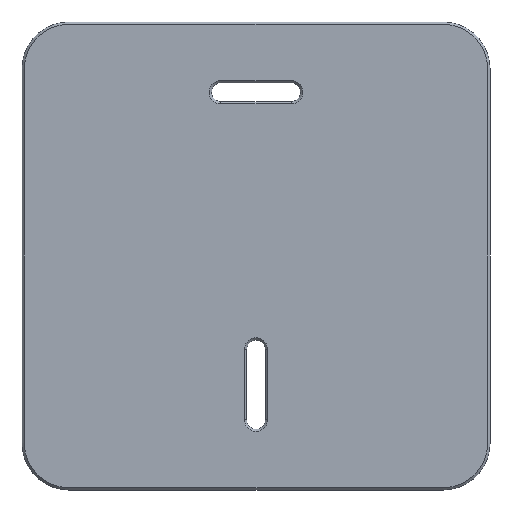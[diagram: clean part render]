
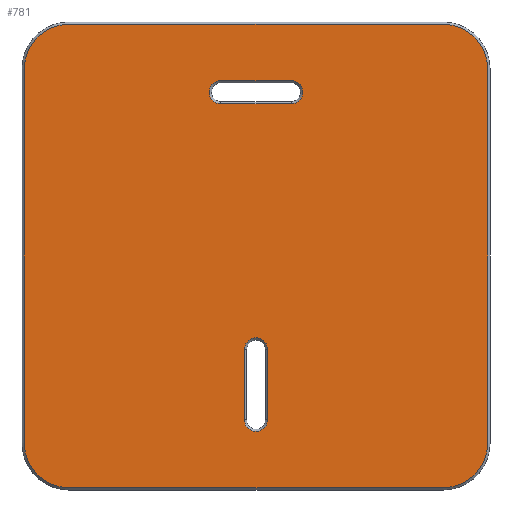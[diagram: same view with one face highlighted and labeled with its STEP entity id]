
A CAD part, front view. The second image highlights one B-rep face of the part: STEP entity #781.
In plain terms, the highlighted planar face has unit normal (0, -1, 0).
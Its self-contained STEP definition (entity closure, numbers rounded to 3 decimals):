
#22 = ORIENTED_EDGE ( 'NONE', *, *, #62, .T. ) ;
#32 = VERTEX_POINT ( 'NONE', #248 ) ;
#62 = EDGE_CURVE ( 'NONE', #1528, #1513, #1572, .T. ) ;
#81 = CARTESIAN_POINT ( 'NONE',  ( 40., -5., 40. ) ) ;
#86 = ORIENTED_EDGE ( 'NONE', *, *, #2137, .T. ) ;
#114 = EDGE_LOOP ( 'NONE', ( #708, #1049, #1602, #2204 ) ) ;
#133 = CARTESIAN_POINT ( 'NONE',  ( -2.5, -5., -35. ) ) ;
#155 = DIRECTION ( 'NONE',  ( 0., 0., 1. ) ) ;
#172 = DIRECTION ( 'NONE',  ( 0., -1., 0. ) ) ;
#181 = ORIENTED_EDGE ( 'NONE', *, *, #1508, .T. ) ;
#215 = DIRECTION ( 'NONE',  ( 0., 0., 1. ) ) ;
#226 = DIRECTION ( 'NONE',  ( 0., 1., 0. ) ) ;
#243 = ORIENTED_EDGE ( 'NONE', *, *, #1005, .T. ) ;
#248 = CARTESIAN_POINT ( 'NONE',  ( -49.5, -5., -40. ) ) ;
#249 = DIRECTION ( 'NONE',  ( 0., 1., 0. ) ) ;
#252 = ORIENTED_EDGE ( 'NONE', *, *, #2199, .T. ) ;
#270 = CIRCLE ( 'NONE', #2044, 2.5 ) ;
#272 = LINE ( 'NONE', #951, #1786 ) ;
#299 = CARTESIAN_POINT ( 'NONE',  ( -49.5, -5., -40. ) ) ;
#303 = AXIS2_PLACEMENT_3D ( 'NONE', #683, #514, #1388 ) ;
#314 = ORIENTED_EDGE ( 'NONE', *, *, #1118, .T. ) ;
#329 = VERTEX_POINT ( 'NONE', #2147 ) ;
#347 = CARTESIAN_POINT ( 'NONE',  ( -40., -5., 49.5 ) ) ;
#348 = DIRECTION ( 'NONE',  ( 0., 0., 1. ) ) ;
#359 = DIRECTION ( 'NONE',  ( 0., 1., 0. ) ) ;
#369 = DIRECTION ( 'NONE',  ( 0., 0., 1. ) ) ;
#375 = EDGE_CURVE ( 'NONE', #1363, #653, #1162, .T. ) ;
#382 = ORIENTED_EDGE ( 'NONE', *, *, #638, .T. ) ;
#407 = EDGE_CURVE ( 'NONE', #1920, #1300, #2157, .T. ) ;
#444 = CARTESIAN_POINT ( 'NONE',  ( 0., -5., -35. ) ) ;
#455 = FACE_BOUND ( 'NONE', #114, .T. ) ;
#482 = EDGE_CURVE ( 'NONE', #1462, #1528, #2104, .T. ) ;
#497 = DIRECTION ( 'NONE',  ( 0., 0., 1. ) ) ;
#514 = DIRECTION ( 'NONE',  ( 0., 1., 0. ) ) ;
#583 = CARTESIAN_POINT ( 'NONE',  ( -49.5, -5., 40. ) ) ;
#593 = FACE_OUTER_BOUND ( 'NONE', #1465, .T. ) ;
#607 = AXIS2_PLACEMENT_3D ( 'NONE', #1111, #773, #1458 ) ;
#638 = EDGE_CURVE ( 'NONE', #653, #1279, #1642, .T. ) ;
#653 = VERTEX_POINT ( 'NONE', #982 ) ;
#683 = CARTESIAN_POINT ( 'NONE',  ( 0., -5., -20. ) ) ;
#707 = CARTESIAN_POINT ( 'NONE',  ( 49.5, -5., -40. ) ) ;
#708 = ORIENTED_EDGE ( 'NONE', *, *, #407, .T. ) ;
#729 = CARTESIAN_POINT ( 'NONE',  ( 2.5, -5., -20. ) ) ;
#772 = EDGE_CURVE ( 'NONE', #1829, #2023, #272, .T. ) ;
#773 = DIRECTION ( 'NONE',  ( 0., -1., 0. ) ) ;
#777 = VECTOR ( 'NONE', #1477, 1000. ) ;
#780 = DIRECTION ( 'NONE',  ( 0., 0., 1. ) ) ;
#781 = ADVANCED_FACE ( 'NONE', ( #593, #2189, #455 ), #1156, .F. ) ;
#890 = VECTOR ( 'NONE', #497, 1000. ) ;
#899 = CIRCLE ( 'NONE', #1681, 9.5 ) ;
#908 = CARTESIAN_POINT ( 'NONE',  ( 0., -5., -35. ) ) ;
#915 = EDGE_CURVE ( 'NONE', #1915, #1456, #2048, .T. ) ;
#920 = VECTOR ( 'NONE', #1916, 1000. ) ;
#928 = DIRECTION ( 'NONE',  ( 0., 0., 1. ) ) ;
#950 = DIRECTION ( 'NONE',  ( 0., 1., 0. ) ) ;
#951 = CARTESIAN_POINT ( 'NONE',  ( 40., -5., -49.5 ) ) ;
#954 = EDGE_LOOP ( 'NONE', ( #1403, #22, #86, #974, #1892 ) ) ;
#955 = DIRECTION ( 'NONE',  ( 0., -1., 0. ) ) ;
#969 = DIRECTION ( 'NONE',  ( 0., 0., 1. ) ) ;
#974 = ORIENTED_EDGE ( 'NONE', *, *, #915, .T. ) ;
#982 = CARTESIAN_POINT ( 'NONE',  ( 40., -5., 49.5 ) ) ;
#1000 = CARTESIAN_POINT ( 'NONE',  ( 40., -5., 32.5 ) ) ;
#1005 = EDGE_CURVE ( 'NONE', #2224, #32, #1849, .T. ) ;
#1032 = AXIS2_PLACEMENT_3D ( 'NONE', #1080, #2054, #369 ) ;
#1036 = CIRCLE ( 'NONE', #607, 9.5 ) ;
#1049 = ORIENTED_EDGE ( 'NONE', *, *, #2206, .T. ) ;
#1050 = CARTESIAN_POINT ( 'NONE',  ( 2.5, -5., 40. ) ) ;
#1059 = ORIENTED_EDGE ( 'NONE', *, *, #375, .T. ) ;
#1073 = CIRCLE ( 'NONE', #1289, 9.5 ) ;
#1080 = CARTESIAN_POINT ( 'NONE',  ( -7.5, -5., 35. ) ) ;
#1107 = CARTESIAN_POINT ( 'NONE',  ( 49.5, -5., 40. ) ) ;
#1111 = CARTESIAN_POINT ( 'NONE',  ( 40., -5., -40. ) ) ;
#1118 = EDGE_CURVE ( 'NONE', #1386, #1363, #2085, .T. ) ;
#1122 = CARTESIAN_POINT ( 'NONE',  ( -40., -5., -49.5 ) ) ;
#1125 = ORIENTED_EDGE ( 'NONE', *, *, #772, .T. ) ;
#1134 = CARTESIAN_POINT ( 'NONE',  ( 40., -5., 37.5 ) ) ;
#1136 = DIRECTION ( 'NONE',  ( 0., 0., 1. ) ) ;
#1143 = DIRECTION ( 'NONE',  ( -1., 0., 0. ) ) ;
#1145 = CIRCLE ( 'NONE', #1032, 2.5 ) ;
#1148 = CARTESIAN_POINT ( 'NONE',  ( 40., -5., 40. ) ) ;
#1156 = PLANE ( 'NONE',  #2116 ) ;
#1162 = CIRCLE ( 'NONE', #1739, 9.5 ) ;
#1169 = CARTESIAN_POINT ( 'NONE',  ( 0., -5., -37.5 ) ) ;
#1174 = VECTOR ( 'NONE', #1899, 1000. ) ;
#1194 = CARTESIAN_POINT ( 'NONE',  ( -2.5, -5., -20. ) ) ;
#1208 = AXIS2_PLACEMENT_3D ( 'NONE', #444, #950, #1136 ) ;
#1210 = VECTOR ( 'NONE', #215, 1000. ) ;
#1217 = LINE ( 'NONE', #1000, #1174 ) ;
#1238 = EDGE_CURVE ( 'NONE', #329, #1563, #1217, .T. ) ;
#1279 = VERTEX_POINT ( 'NONE', #347 ) ;
#1289 = AXIS2_PLACEMENT_3D ( 'NONE', #2112, #1951, #1779 ) ;
#1293 = CIRCLE ( 'NONE', #303, 2.5 ) ;
#1300 = VERTEX_POINT ( 'NONE', #2072 ) ;
#1302 = ORIENTED_EDGE ( 'NONE', *, *, #1890, .T. ) ;
#1318 = DIRECTION ( 'NONE',  ( 1., 0., 0. ) ) ;
#1336 = CARTESIAN_POINT ( 'NONE',  ( 40., -5., -49.5 ) ) ;
#1341 = VECTOR ( 'NONE', #1143, 1000. ) ;
#1353 = CIRCLE ( 'NONE', #1616, 2.5 ) ;
#1363 = VERTEX_POINT ( 'NONE', #1615 ) ;
#1386 = VERTEX_POINT ( 'NONE', #707 ) ;
#1388 = DIRECTION ( 'NONE',  ( 0., 0., 1. ) ) ;
#1403 = ORIENTED_EDGE ( 'NONE', *, *, #482, .T. ) ;
#1456 = VERTEX_POINT ( 'NONE', #1194 ) ;
#1458 = DIRECTION ( 'NONE',  ( 0., 0., 1. ) ) ;
#1462 = VERTEX_POINT ( 'NONE', #729 ) ;
#1465 = EDGE_LOOP ( 'NONE', ( #1302, #314, #1059, #382, #252, #243, #181, #1125 ) ) ;
#1477 = DIRECTION ( 'NONE',  ( 1., 0., 0. ) ) ;
#1501 = VECTOR ( 'NONE', #2037, 1000. ) ;
#1508 = EDGE_CURVE ( 'NONE', #32, #1829, #899, .T. ) ;
#1513 = VERTEX_POINT ( 'NONE', #1169 ) ;
#1528 = VERTEX_POINT ( 'NONE', #1735 ) ;
#1563 = VERTEX_POINT ( 'NONE', #2065 ) ;
#1566 = EDGE_CURVE ( 'NONE', #1456, #1462, #1293, .T. ) ;
#1572 = CIRCLE ( 'NONE', #1208, 2.5 ) ;
#1574 = EDGE_CURVE ( 'NONE', #1563, #1920, #1145, .T. ) ;
#1602 = ORIENTED_EDGE ( 'NONE', *, *, #1238, .T. ) ;
#1615 = CARTESIAN_POINT ( 'NONE',  ( 49.5, -5., 40. ) ) ;
#1616 = AXIS2_PLACEMENT_3D ( 'NONE', #1767, #226, #928 ) ;
#1642 = LINE ( 'NONE', #2003, #1341 ) ;
#1681 = AXIS2_PLACEMENT_3D ( 'NONE', #1723, #172, #348 ) ;
#1723 = CARTESIAN_POINT ( 'NONE',  ( -40., -5., -40. ) ) ;
#1735 = CARTESIAN_POINT ( 'NONE',  ( 2.5, -5., -35. ) ) ;
#1739 = AXIS2_PLACEMENT_3D ( 'NONE', #81, #955, #780 ) ;
#1767 = CARTESIAN_POINT ( 'NONE',  ( 7.5, -5., 35. ) ) ;
#1779 = DIRECTION ( 'NONE',  ( 0., 0., 1. ) ) ;
#1786 = VECTOR ( 'NONE', #1318, 1000. ) ;
#1829 = VERTEX_POINT ( 'NONE', #1122 ) ;
#1849 = LINE ( 'NONE', #299, #1501 ) ;
#1863 = CARTESIAN_POINT ( 'NONE',  ( -7.5, -5., 37.5 ) ) ;
#1882 = CARTESIAN_POINT ( 'NONE',  ( -2.5, -5., 40. ) ) ;
#1890 = EDGE_CURVE ( 'NONE', #2023, #1386, #1036, .T. ) ;
#1892 = ORIENTED_EDGE ( 'NONE', *, *, #1566, .T. ) ;
#1899 = DIRECTION ( 'NONE',  ( -1., 0., 0. ) ) ;
#1915 = VERTEX_POINT ( 'NONE', #133 ) ;
#1916 = DIRECTION ( 'NONE',  ( 0., 0., -1. ) ) ;
#1920 = VERTEX_POINT ( 'NONE', #1863 ) ;
#1951 = DIRECTION ( 'NONE',  ( 0., -1., 0. ) ) ;
#2003 = CARTESIAN_POINT ( 'NONE',  ( -40., -5., 49.5 ) ) ;
#2023 = VERTEX_POINT ( 'NONE', #1336 ) ;
#2037 = DIRECTION ( 'NONE',  ( 0., 0., -1. ) ) ;
#2044 = AXIS2_PLACEMENT_3D ( 'NONE', #908, #359, #155 ) ;
#2048 = LINE ( 'NONE', #1882, #890 ) ;
#2054 = DIRECTION ( 'NONE',  ( 0., 1., 0. ) ) ;
#2065 = CARTESIAN_POINT ( 'NONE',  ( -7.5, -5., 32.5 ) ) ;
#2072 = CARTESIAN_POINT ( 'NONE',  ( 7.5, -5., 37.5 ) ) ;
#2085 = LINE ( 'NONE', #1107, #1210 ) ;
#2104 = LINE ( 'NONE', #1050, #920 ) ;
#2112 = CARTESIAN_POINT ( 'NONE',  ( -40., -5., 40. ) ) ;
#2116 = AXIS2_PLACEMENT_3D ( 'NONE', #1148, #249, #969 ) ;
#2137 = EDGE_CURVE ( 'NONE', #1513, #1915, #270, .T. ) ;
#2147 = CARTESIAN_POINT ( 'NONE',  ( 7.5, -5., 32.5 ) ) ;
#2157 = LINE ( 'NONE', #1134, #777 ) ;
#2189 = FACE_BOUND ( 'NONE', #954, .T. ) ;
#2199 = EDGE_CURVE ( 'NONE', #1279, #2224, #1073, .T. ) ;
#2204 = ORIENTED_EDGE ( 'NONE', *, *, #1574, .T. ) ;
#2206 = EDGE_CURVE ( 'NONE', #1300, #329, #1353, .T. ) ;
#2224 = VERTEX_POINT ( 'NONE', #583 ) ;
